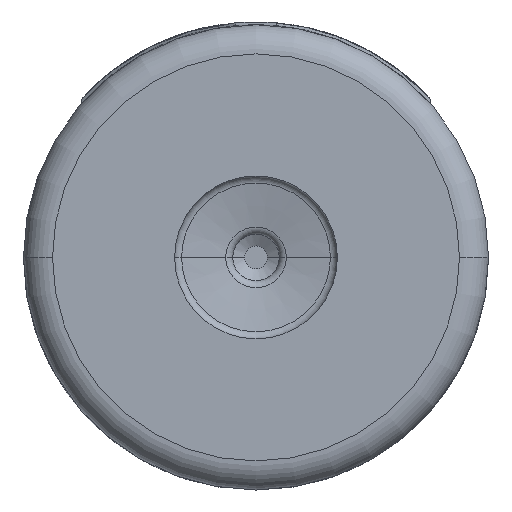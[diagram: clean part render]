
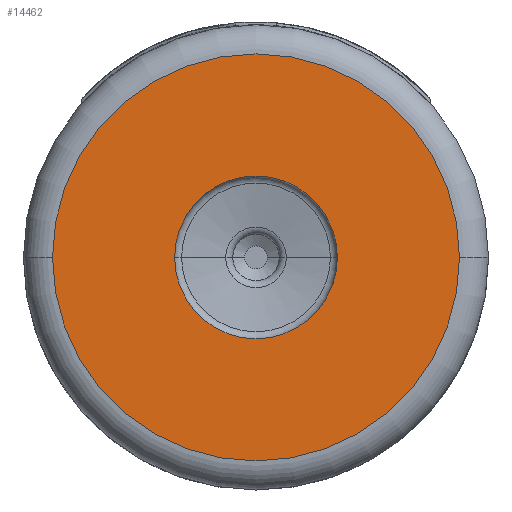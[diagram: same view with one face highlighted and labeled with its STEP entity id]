
A CAD part, front view. The second image highlights one B-rep face of the part: STEP entity #14462.
In plain terms, the highlighted planar face has unit normal (0, -1, 0).
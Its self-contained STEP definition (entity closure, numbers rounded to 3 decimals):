
#2064=CARTESIAN_POINT('',(0.,-4.,0.));
#2065=DIRECTION('',(0.,-1.,0.));
#2066=DIRECTION('',(-1.,0.,0.));
#2067=AXIS2_PLACEMENT_3D('',#2064,#2065,#2066);
#2079=CARTESIAN_POINT('',(0.,-4.,0.));
#2080=DIRECTION('',(0.,-1.,0.));
#2081=DIRECTION('',(-1.,0.,0.));
#2082=AXIS2_PLACEMENT_3D('',#2079,#2080,#2081);
#2084=CARTESIAN_POINT('',(0.,-4.,0.));
#2085=DIRECTION('',(0.,-1.,0.));
#2086=DIRECTION('',(1.,0.,0.));
#2087=AXIS2_PLACEMENT_3D('',#2084,#2085,#2086);
#2089=CARTESIAN_POINT('',(0.,-4.,0.));
#2090=DIRECTION('',(0.,-1.,0.));
#2091=DIRECTION('',(1.,0.,0.));
#2092=AXIS2_PLACEMENT_3D('',#2089,#2090,#2091);
#12033=CARTESIAN_POINT('',(-1.4,-4.,0.));
#12034=CARTESIAN_POINT('',(1.4,-4.,0.));
#12035=VERTEX_POINT('',#12033);
#12036=VERTEX_POINT('',#12034);
#12037=CARTESIAN_POINT('',(3.5,-4.,0.));
#12038=CARTESIAN_POINT('',(-3.5,-4.,0.));
#12039=VERTEX_POINT('',#12037);
#12040=VERTEX_POINT('',#12038);
#14446=CARTESIAN_POINT('',(0.,-4.,0.));
#14447=DIRECTION('',(0.,1.,0.));
#14448=DIRECTION('',(1.,0.,0.));
#14449=AXIS2_PLACEMENT_3D('',#14446,#14447,#14448);
#14450=PLANE('',#14449);
#14452=ORIENTED_EDGE('',*,*,#14451,.F.);
#14453=ORIENTED_EDGE('',*,*,#14436,.F.);
#14454=EDGE_LOOP('',(#14452,#14453));
#14455=FACE_OUTER_BOUND('',#14454,.F.);
#14457=ORIENTED_EDGE('',*,*,#14456,.T.);
#14459=ORIENTED_EDGE('',*,*,#14458,.T.);
#14460=EDGE_LOOP('',(#14457,#14459));
#14461=FACE_BOUND('',#14460,.F.);
#14462=ADVANCED_FACE('',(#14455,#14461),#14450,.F.);
#2068=CIRCLE('',#2067,3.5);
#2083=CIRCLE('',#2082,1.4);
#2088=CIRCLE('',#2087,1.4);
#2093=CIRCLE('',#2092,3.5);
#14436=EDGE_CURVE('',#12040,#12039,#2068,.T.);
#14451=EDGE_CURVE('',#12039,#12040,#2093,.T.);
#14456=EDGE_CURVE('',#12035,#12036,#2083,.T.);
#14458=EDGE_CURVE('',#12036,#12035,#2088,.T.);
